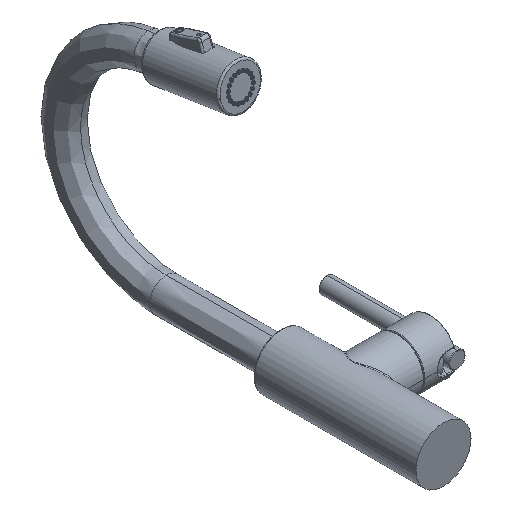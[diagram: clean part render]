
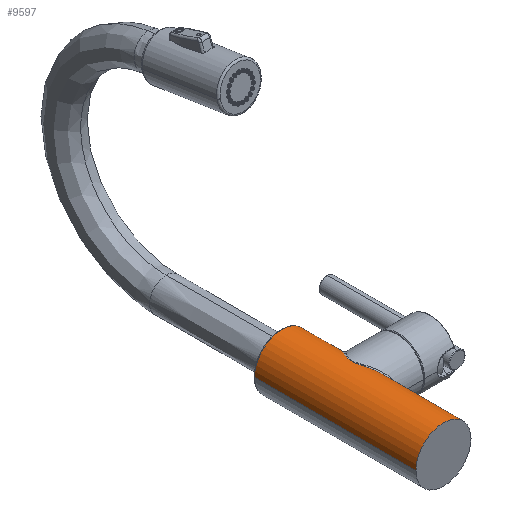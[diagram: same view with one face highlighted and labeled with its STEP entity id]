
A CAD part, isometric view. The second image highlights one B-rep face of the part: STEP entity #9597.
In plain terms, the highlighted cylindrical face has radius 24.13 mm (diameter 48.26 mm), a partial arc.
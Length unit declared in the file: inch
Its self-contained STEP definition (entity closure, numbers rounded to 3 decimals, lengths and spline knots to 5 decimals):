
#162=CARTESIAN_POINT('',(0.,6.57,0.));
#163=DIRECTION('',(0.,-1.,0.));
#164=DIRECTION('',(1.,0.,0.));
#165=AXIS2_PLACEMENT_3D('',#162,#163,#164);
#171=DIRECTION('',(0.,-1.,0.));
#172=VECTOR('',#171,1.08);
#173=CARTESIAN_POINT('',(0.95,6.57,0.));
#174=LINE('',#173,#172);
#178=CARTESIAN_POINT('',(0.95,5.49,
0.));
#179=CARTESIAN_POINT('',(0.95,5.49,0.0184));
#180=CARTESIAN_POINT('',(0.94893,5.48875,0.05544));
#181=CARTESIAN_POINT('',(0.944,5.48304,0.11153));
#182=CARTESIAN_POINT('',(0.9356,5.47327,0.16811));
#183=CARTESIAN_POINT('',(0.92357,5.45929,0.2251));
#184=CARTESIAN_POINT('',(0.90775,5.44086,0.28228));
#185=CARTESIAN_POINT('',(0.88791,5.41769,0.33967));
#186=CARTESIAN_POINT('',(0.86371,5.38936,0.3973));
#187=CARTESIAN_POINT('',(0.83482,5.3554,0.45499));
#188=CARTESIAN_POINT('',(0.80092,5.31535,0.51241));
#189=CARTESIAN_POINT('',(0.76172,5.26873,0.56914));
#190=CARTESIAN_POINT('',(0.717,5.21505,0.62462));
#191=CARTESIAN_POINT('',(0.66674,5.15393,0.67808));
#192=CARTESIAN_POINT('',(0.61132,5.08533,0.72851));
#193=CARTESIAN_POINT('',(0.55111,5.00872,0.77497));
#194=CARTESIAN_POINT('',(0.49425,4.9333,0.81208));
#195=CARTESIAN_POINT('',(0.44598,4.86558,0.8393));
#196=CARTESIAN_POINT('',(0.40487,4.80362,0.85974));
#197=CARTESIAN_POINT('',(0.3705,4.74654,0.87499));
#198=CARTESIAN_POINT('',(0.3428,4.69408,0.88612));
#199=CARTESIAN_POINT('',(0.3214,4.64586,0.89405));
#200=CARTESIAN_POINT('',(0.30612,4.60179,0.89936));
#201=CARTESIAN_POINT('',(0.29623,4.56182,0.90264));
#202=CARTESIAN_POINT('',(0.29077,4.52488,0.90441));
#203=CARTESIAN_POINT('',(0.28914,4.48948,0.90493));
#204=CARTESIAN_POINT('',(0.29086,4.45407,0.90438));
#205=CARTESIAN_POINT('',(0.29647,4.41707,0.90257));
#206=CARTESIAN_POINT('',(0.30645,4.37704,0.89925));
#207=CARTESIAN_POINT('',(0.32183,4.33312,0.89389));
#208=CARTESIAN_POINT('',(0.34322,4.28504,0.88596));
#209=CARTESIAN_POINT('',(0.37098,4.23264,0.87478));
#210=CARTESIAN_POINT('',(0.40532,4.17567,0.85953));
#211=CARTESIAN_POINT('',(0.44637,4.11387,0.8391));
#212=CARTESIAN_POINT('',(0.49468,4.04612,0.81181));
#213=CARTESIAN_POINT('',(0.55122,3.97113,0.77487));
#214=CARTESIAN_POINT('',(0.61123,3.89478,0.72859));
#215=CARTESIAN_POINT('',(0.66679,3.826,0.67803));
#216=CARTESIAN_POINT('',(0.71699,3.76496,0.62463));
#217=CARTESIAN_POINT('',(0.76173,3.71126,0.56913));
#218=CARTESIAN_POINT('',(0.80092,3.66465,0.51241));
#219=CARTESIAN_POINT('',(0.83482,3.6246,0.45498));
#220=CARTESIAN_POINT('',(0.86371,3.59064,0.3973));
#221=CARTESIAN_POINT('',(0.88791,3.56231,0.33968));
#222=CARTESIAN_POINT('',(0.90775,3.53914,0.28228));
#223=CARTESIAN_POINT('',(0.92357,3.52071,0.2251));
#224=CARTESIAN_POINT('',(0.9356,3.50673,0.16812));
#225=CARTESIAN_POINT('',(0.944,3.49696,0.11153));
#226=CARTESIAN_POINT('',(0.94893,3.49125,0.05544));
#227=CARTESIAN_POINT('',(0.95,3.49,0.0184));
#228=CARTESIAN_POINT('',(0.95,3.49,
0.));
#233=DIRECTION('',(0.,-1.,0.));
#234=VECTOR('',#233,2.49);
#235=CARTESIAN_POINT('',(0.95,3.49,
0.));
#236=LINE('',#235,#234);
#240=DIRECTION('',(0.,1.,0.));
#241=VECTOR('',#240,5.57);
#242=CARTESIAN_POINT('',(-0.95,1.,0.));
#243=LINE('',#242,#241);
#271=CARTESIAN_POINT('',(0.95,3.49,
0.));
#321=CARTESIAN_POINT('',(0.95,5.49,
0.));
#334=CARTESIAN_POINT('',(0.,1.,0.));
#335=DIRECTION('',(0.,-1.,0.));
#336=DIRECTION('',(1.,0.,0.));
#337=AXIS2_PLACEMENT_3D('',#334,#335,#336);
#8619=VERTEX_POINT('',#271);
#8620=VERTEX_POINT('',#321);
#8621=CARTESIAN_POINT('',(-0.95,1.,0.));
#8622=CARTESIAN_POINT('',(0.95,1.,0.));
#8623=VERTEX_POINT('',#8621);
#8624=VERTEX_POINT('',#8622);
#8629=CARTESIAN_POINT('',(0.95,6.57,0.));
#8630=CARTESIAN_POINT('',(-0.95,6.57,0.));
#8631=VERTEX_POINT('',#8629);
#8632=VERTEX_POINT('',#8630);
#9578=CARTESIAN_POINT('',(0.,-0.332,0.));
#9579=DIRECTION('',(0.,1.,0.));
#9580=DIRECTION('',(1.,0.,0.));
#9581=AXIS2_PLACEMENT_3D('',#9578,#9579,#9580);
#9582=CYLINDRICAL_SURFACE('',#9581,0.95);
#9584=ORIENTED_EDGE('',*,*,#9583,.F.);
#9586=ORIENTED_EDGE('',*,*,#9585,.T.);
#9588=ORIENTED_EDGE('',*,*,#9587,.T.);
#9590=ORIENTED_EDGE('',*,*,#9589,.T.);
#9592=ORIENTED_EDGE('',*,*,#9591,.T.);
#9594=ORIENTED_EDGE('',*,*,#9593,.T.);
#9595=EDGE_LOOP('',(#9584,#9586,#9588,#9590,#9592,#9594));
#9596=FACE_OUTER_BOUND('',#9595,.F.);
#166=CIRCLE('',#165,0.95);
#229=B_SPLINE_CURVE_WITH_KNOTS('',3,(#178,#179,#180,#181,#182,#183,#184,#185,
#186,#187,#188,#189,#190,#191,#192,#193,#194,#195,#196,#197,#198,#199,#200,#201,
#202,#203,#204,#205,#206,#207,#208,#209,#210,#211,#212,#213,#214,#215,#216,#217,
#218,#219,#220,#221,#222,#223,#224,#225,#226,#227,#228),.UNSPECIFIED.,.F.,.F.,
(4,1,1,1,1,1,1,1,1,1,1,1,1,1,1,1,1,1,1,1,1,1,1,1,1,1,1,1,1,1,1,1,1,1,1,1,1,1,1,
1,1,1,1,1,1,1,1,1,4),(0.,0.02083,0.04167,0.0625,
0.08333,0.10417,0.125,0.14583,0.16667,
0.1875,0.20833,0.22917,0.25,0.27083,
0.29167,0.3125,0.33333,0.35417,0.375,
0.39583,0.41667,0.4375,0.45833,
0.47917,0.5,0.52083,0.54167,0.5625,
0.58333,0.60417,0.625,0.64583,0.66667,
0.6875,0.70833,0.72917,0.75,0.77083,
0.79167,0.8125,0.83333,0.85417,0.875,
0.89583,0.91667,0.9375,0.95833,
0.97917,1.),.UNSPECIFIED.);
#338=CIRCLE('',#337,0.95);
#9583=EDGE_CURVE('',#8631,#8632,#166,.T.);
#9585=EDGE_CURVE('',#8631,#8620,#174,.T.);
#9587=EDGE_CURVE('',#8620,#8619,#229,.T.);
#9589=EDGE_CURVE('',#8619,#8624,#236,.T.);
#9591=EDGE_CURVE('',#8624,#8623,#338,.T.);
#9593=EDGE_CURVE('',#8623,#8632,#243,.T.);
#9597=ADVANCED_FACE('',(#9596),#9582,.T.);
